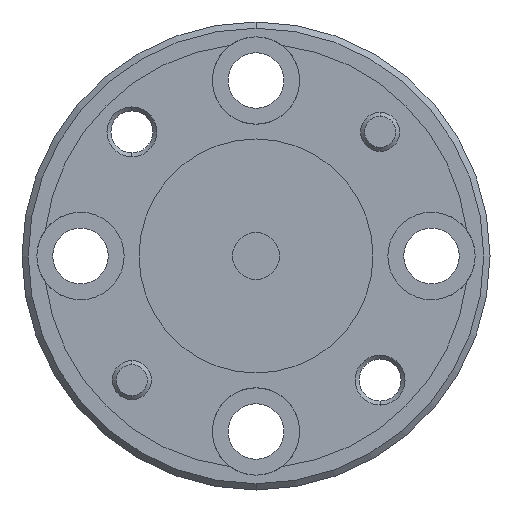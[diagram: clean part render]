
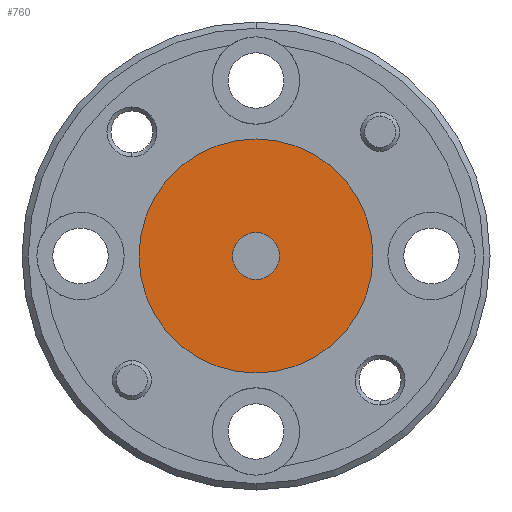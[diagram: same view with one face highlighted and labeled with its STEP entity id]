
A CAD part, front view. The second image highlights one B-rep face of the part: STEP entity #760.
In plain terms, the highlighted planar face has unit normal (0, -1, 0).
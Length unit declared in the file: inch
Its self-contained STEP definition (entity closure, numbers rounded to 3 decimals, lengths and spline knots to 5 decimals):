
#41 = CIRCLE ( 'NONE', #1040, 0.1875 ) ;
#86 = EDGE_LOOP ( 'NONE', ( #1846, #1546 ) ) ;
#131 = VERTEX_POINT ( 'NONE', #307 ) ;
#171 = CIRCLE ( 'NONE', #435, 0.0375 ) ;
#190 = EDGE_CURVE ( 'NONE', #844, #131, #171, .T. ) ;
#277 = PLANE ( 'NONE',  #1001 ) ;
#307 = CARTESIAN_POINT ( 'NONE',  ( 0.27212, -0.26113, 0.74631 ) ) ;
#417 = DIRECTION ( 'NONE',  ( 0., -1., 0. ) ) ;
#426 = CARTESIAN_POINT ( 'NONE',  ( 0.27212, -0.26113, 0.97131 ) ) ;
#435 = AXIS2_PLACEMENT_3D ( 'NONE', #506, #1299, #1184 ) ;
#506 = CARTESIAN_POINT ( 'NONE',  ( 0.27212, -0.26113, 0.78381 ) ) ;
#561 = DIRECTION ( 'NONE',  ( 0., 0., 1. ) ) ;
#563 = FACE_BOUND ( 'NONE', #86, .T. ) ;
#572 = CARTESIAN_POINT ( 'NONE',  ( 0.27212, -0.26113, 0.78381 ) ) ;
#587 = CIRCLE ( 'NONE', #847, 0.1875 ) ;
#596 = CARTESIAN_POINT ( 'NONE',  ( 0.27212, -0.26113, 0.78381 ) ) ;
#682 = DIRECTION ( 'NONE',  ( 0., -1., 0. ) ) ;
#701 = CARTESIAN_POINT ( 'NONE',  ( 0.27212, -0.26113, 0.78381 ) ) ;
#760 = ADVANCED_FACE ( 'NONE', ( #563, #1082 ), #277, .T. ) ;
#813 = ORIENTED_EDGE ( 'NONE', *, *, #1474, .T. ) ;
#843 = EDGE_CURVE ( 'NONE', #1870, #1819, #587, .T. ) ;
#844 = VERTEX_POINT ( 'NONE', #1293 ) ;
#847 = AXIS2_PLACEMENT_3D ( 'NONE', #1115, #1302, #1436 ) ;
#869 = CIRCLE ( 'NONE', #1215, 0.0375 ) ;
#906 = CARTESIAN_POINT ( 'NONE',  ( 0.27212, -0.26113, 0.59631 ) ) ;
#1001 = AXIS2_PLACEMENT_3D ( 'NONE', #572, #417, #1212 ) ;
#1040 = AXIS2_PLACEMENT_3D ( 'NONE', #701, #682, #1353 ) ;
#1082 = FACE_OUTER_BOUND ( 'NONE', #1475, .T. ) ;
#1115 = CARTESIAN_POINT ( 'NONE',  ( 0.27212, -0.26113, 0.78381 ) ) ;
#1184 = DIRECTION ( 'NONE',  ( 0., 0., 1. ) ) ;
#1212 = DIRECTION ( 'NONE',  ( 0., 0., -1. ) ) ;
#1215 = AXIS2_PLACEMENT_3D ( 'NONE', #596, #1224, #561 ) ;
#1224 = DIRECTION ( 'NONE',  ( 0., 1., 0. ) ) ;
#1293 = CARTESIAN_POINT ( 'NONE',  ( 0.27212, -0.26113, 0.82131 ) ) ;
#1299 = DIRECTION ( 'NONE',  ( 0., 1., 0. ) ) ;
#1302 = DIRECTION ( 'NONE',  ( 0., -1., 0. ) ) ;
#1353 = DIRECTION ( 'NONE',  ( 0., 0., -1. ) ) ;
#1436 = DIRECTION ( 'NONE',  ( 0., 0., -1. ) ) ;
#1474 = EDGE_CURVE ( 'NONE', #1819, #1870, #41, .T. ) ;
#1475 = EDGE_LOOP ( 'NONE', ( #813, #1859 ) ) ;
#1546 = ORIENTED_EDGE ( 'NONE', *, *, #1796, .T. ) ;
#1796 = EDGE_CURVE ( 'NONE', #131, #844, #869, .T. ) ;
#1819 = VERTEX_POINT ( 'NONE', #906 ) ;
#1846 = ORIENTED_EDGE ( 'NONE', *, *, #190, .T. ) ;
#1859 = ORIENTED_EDGE ( 'NONE', *, *, #843, .T. ) ;
#1870 = VERTEX_POINT ( 'NONE', #426 ) ;
